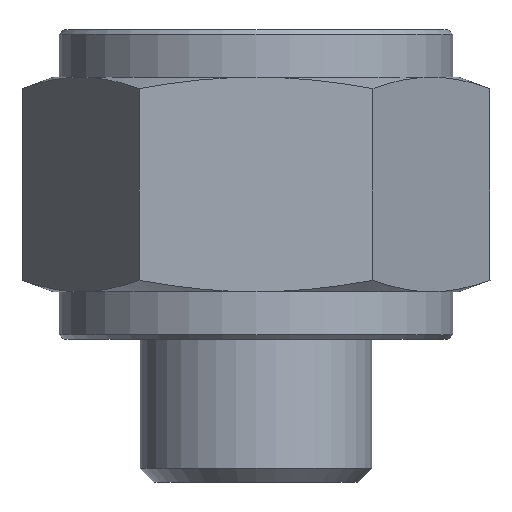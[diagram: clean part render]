
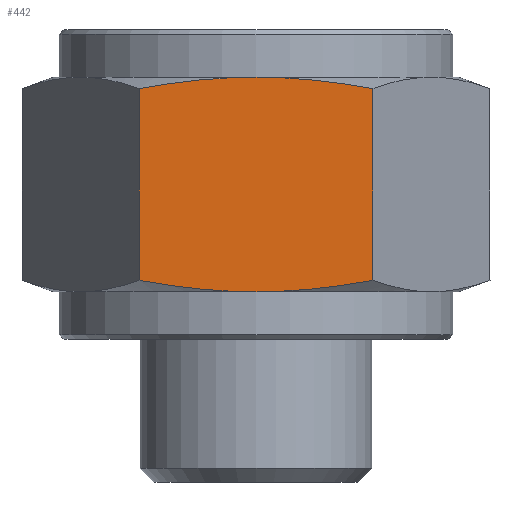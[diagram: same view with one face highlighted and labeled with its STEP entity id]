
A CAD part, left-side view. The second image highlights one B-rep face of the part: STEP entity #442.
In plain terms, the highlighted planar face has unit normal (-1, 0, 0).
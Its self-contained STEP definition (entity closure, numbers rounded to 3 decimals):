
#19=LINE('',#803,#25);
#20=LINE('',#805,#26);
#25=VECTOR('',#624,8.043);
#26=VECTOR('',#627,8.043);
#33=(
BOUNDED_CURVE()
B_SPLINE_CURVE(2,(#711,#712,#713),.UNSPECIFIED.,.F.,.F.)
B_SPLINE_CURVE_WITH_KNOTS((3,3),(3.636,4.875),
 .UNSPECIFIED.)
CURVE()
GEOMETRIC_REPRESENTATION_ITEM()
RATIONAL_B_SPLINE_CURVE((2.616,2.616,2.428))
REPRESENTATION_ITEM('')
);
#36=(
BOUNDED_CURVE()
B_SPLINE_CURVE(2,(#722,#723,#724),.UNSPECIFIED.,.F.,.F.)
B_SPLINE_CURVE_WITH_KNOTS((3,3),(2.396,3.636),
 .UNSPECIFIED.)
CURVE()
GEOMETRIC_REPRESENTATION_ITEM()
RATIONAL_B_SPLINE_CURVE((2.428,2.616,2.616))
REPRESENTATION_ITEM('')
);
#46=(
BOUNDED_CURVE()
B_SPLINE_CURVE(2,(#776,#777,#778),.UNSPECIFIED.,.F.,.F.)
B_SPLINE_CURVE_WITH_KNOTS((3,3),(-3.636,-2.396),
 .UNSPECIFIED.)
CURVE()
GEOMETRIC_REPRESENTATION_ITEM()
RATIONAL_B_SPLINE_CURVE((2.616,2.616,2.428))
REPRESENTATION_ITEM('')
);
#49=(
BOUNDED_CURVE()
B_SPLINE_CURVE(2,(#789,#790,#791),.UNSPECIFIED.,.F.,.F.)
B_SPLINE_CURVE_WITH_KNOTS((3,3),(-4.875,-3.636),
 .UNSPECIFIED.)
CURVE()
GEOMETRIC_REPRESENTATION_ITEM()
RATIONAL_B_SPLINE_CURVE((2.428,2.616,2.616))
REPRESENTATION_ITEM('')
);
#59=PLANE('',#503);
#124=FACE_OUTER_BOUND('',#171,.T.);
#171=EDGE_LOOP('',(#393,#394,#395,#396,#397,#398));
#217=VERTEX_POINT('',#676);
#224=VERTEX_POINT('',#710);
#225=VERTEX_POINT('',#718);
#229=VERTEX_POINT('',#738);
#236=VERTEX_POINT('',#772);
#238=VERTEX_POINT('',#788);
#265=EDGE_CURVE('',#217,#224,#33,.T.);
#268=EDGE_CURVE('',#225,#217,#36,.T.);
#284=EDGE_CURVE('',#229,#236,#46,.T.);
#287=EDGE_CURVE('',#238,#229,#49,.T.);
#293=EDGE_CURVE('',#236,#224,#19,.T.);
#294=EDGE_CURVE('',#238,#225,#20,.T.);
#393=ORIENTED_EDGE('',*,*,#265,.F.);
#394=ORIENTED_EDGE('',*,*,#268,.F.);
#395=ORIENTED_EDGE('',*,*,#294,.F.);
#396=ORIENTED_EDGE('',*,*,#287,.T.);
#397=ORIENTED_EDGE('',*,*,#284,.T.);
#398=ORIENTED_EDGE('',*,*,#293,.T.);
#442=ADVANCED_FACE('',(#124),#59,.T.);
#503=AXIS2_PLACEMENT_3D('',#804,#625,#626);
#624=DIRECTION('',(0.,0.,-1.));
#625=DIRECTION('center_axis',(-1.,0.,0.));
#626=DIRECTION('ref_axis',(0.,0.,1.));
#627=DIRECTION('',(0.,0.,-1.));
#676=CARTESIAN_POINT('',(-8.5,0.,-4.5));
#710=CARTESIAN_POINT('',(-8.5,4.907,-4.021));
#711=CARTESIAN_POINT('Ctrl Pts',(-8.5,0.,-4.5));
#712=CARTESIAN_POINT('Ctrl Pts',(-8.5,2.278,-4.5));
#713=CARTESIAN_POINT('Ctrl Pts',(-8.5,4.907,-4.021));
#718=CARTESIAN_POINT('',(-8.5,-4.907,-4.021));
#722=CARTESIAN_POINT('Ctrl Pts',(-8.5,-4.907,-4.021));
#723=CARTESIAN_POINT('Ctrl Pts',(-8.5,-2.278,-4.5));
#724=CARTESIAN_POINT('Ctrl Pts',(-8.5,0.,-4.5));
#738=CARTESIAN_POINT('',(-8.5,0.,4.5));
#772=CARTESIAN_POINT('',(-8.5,4.907,4.021));
#776=CARTESIAN_POINT('Ctrl Pts',(-8.5,0.,4.5));
#777=CARTESIAN_POINT('Ctrl Pts',(-8.5,2.278,4.5));
#778=CARTESIAN_POINT('Ctrl Pts',(-8.5,4.907,4.021));
#788=CARTESIAN_POINT('',(-8.5,-4.907,4.021));
#789=CARTESIAN_POINT('Ctrl Pts',(-8.5,-4.907,4.021));
#790=CARTESIAN_POINT('Ctrl Pts',(-8.5,-2.278,4.5));
#791=CARTESIAN_POINT('Ctrl Pts',(-8.5,0.,4.5));
#803=CARTESIAN_POINT('',(-8.5,4.907,4.021));
#804=CARTESIAN_POINT('Origin',(-8.5,-5.398,-4.991));
#805=CARTESIAN_POINT('',(-8.5,-4.907,4.021));
